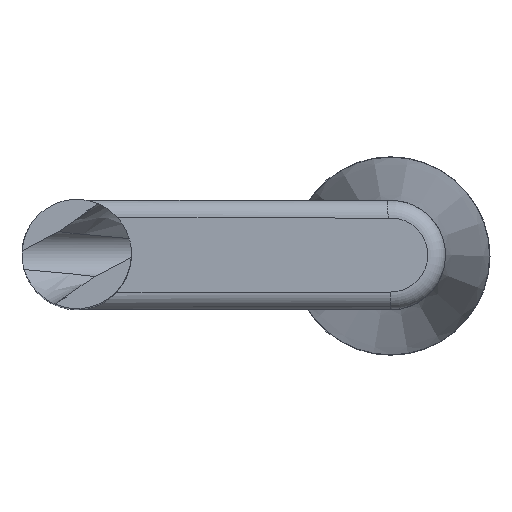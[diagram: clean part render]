
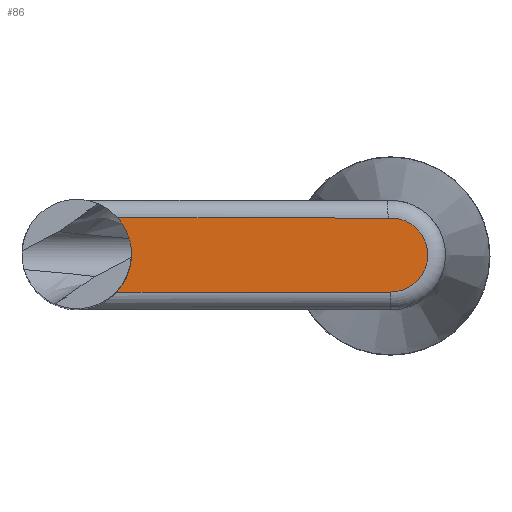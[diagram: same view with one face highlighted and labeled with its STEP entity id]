
A CAD part, top view. The second image highlights one B-rep face of the part: STEP entity #86.
In plain terms, the highlighted planar face has unit normal (0, 0, 1).
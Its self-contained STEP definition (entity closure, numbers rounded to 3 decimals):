
#53=PLANE('',#413);
#66=FACE_OUTER_BOUND('',#181,.T.);
#86=ADVANCED_FACE('',(#66),#53,.F.);
#139=LINE('',#951,#153);
#140=LINE('',#952,#154);
#153=VECTOR('',#484,1.);
#154=VECTOR('',#485,1.);
#181=EDGE_LOOP('',(#258,#259,#260,#261));
#258=ORIENTED_EDGE('',*,*,#366,.T.);
#259=ORIENTED_EDGE('',*,*,#367,.T.);
#260=ORIENTED_EDGE('',*,*,#351,.F.);
#261=ORIENTED_EDGE('',*,*,#368,.T.);
#317=VERTEX_POINT('',#680);
#318=VERTEX_POINT('',#682);
#322=VERTEX_POINT('',#949);
#323=VERTEX_POINT('',#950);
#351=EDGE_CURVE('',#317,#318,#383,.T.);
#366=EDGE_CURVE('',#322,#323,#385,.T.);
#367=EDGE_CURVE('',#323,#318,#139,.T.);
#368=EDGE_CURVE('',#317,#322,#140,.T.);
#383=CIRCLE('',#402,6.2);
#385=CIRCLE('',#412,4.2);
#402=AXIS2_PLACEMENT_3D('',#681,#455,#456);
#412=AXIS2_PLACEMENT_3D('',#948,#482,#483);
#413=AXIS2_PLACEMENT_3D('',#953,#486,#487);
#455=DIRECTION('',(0.,0.,1.));
#456=DIRECTION('',(1.,0.,0.));
#482=DIRECTION('',(0.,0.,1.));
#483=DIRECTION('',(-1.,0.,0.));
#484=DIRECTION('',(-1.,0.,0.));
#485=DIRECTION('',(1.,0.,0.));
#486=DIRECTION('',(0.,0.,-1.));
#487=DIRECTION('',(-1.,0.,0.));
#680=CARTESIAN_POINT('',(4.561,-4.2,0.));
#681=CARTESIAN_POINT('',(0.,0.,0.));
#682=CARTESIAN_POINT('',(4.562,4.199,0.));
#948=CARTESIAN_POINT('',(35.6,0.,0.));
#949=CARTESIAN_POINT('',(35.6,-4.2,0.));
#950=CARTESIAN_POINT('',(35.304,4.19,0.));
#951=CARTESIAN_POINT('',(0.001,4.2,0.));
#952=CARTESIAN_POINT('',(0.,-4.2,0.));
#953=CARTESIAN_POINT('',(0.,0.,0.));
